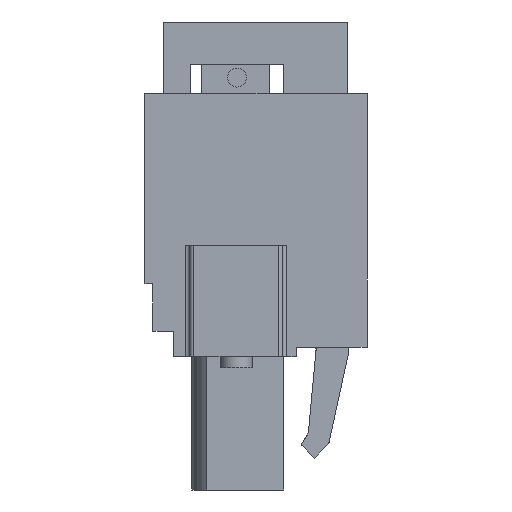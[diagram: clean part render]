
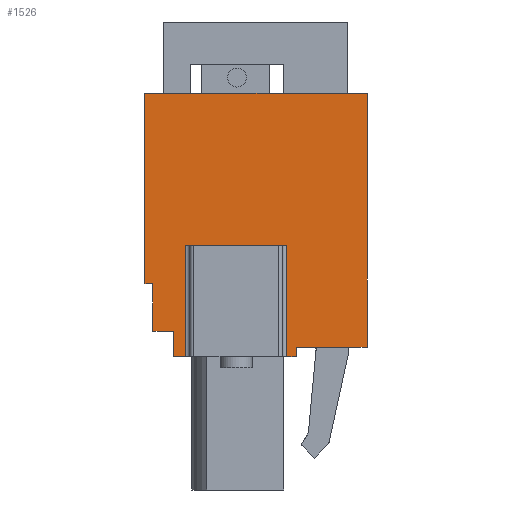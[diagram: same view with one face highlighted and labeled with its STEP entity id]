
A CAD part, left-side view. The second image highlights one B-rep face of the part: STEP entity #1526.
In plain terms, the highlighted planar face has unit normal (-1, 0, 0).
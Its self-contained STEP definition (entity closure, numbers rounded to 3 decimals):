
#1526 = ADVANCED_FACE( '', ( #3334 ), #3335, .F. );
#3334 = FACE_OUTER_BOUND( '', #5957, .T. );
#3335 = PLANE( '', #5958 );
#5957 = EDGE_LOOP( '', ( #10650, #10651, #10652, #10653, #10654, #10655, #10656, #10657, #10658, #10659, #10660, #10661, #10662, #10663 ) );
#5958 = AXIS2_PLACEMENT_3D( '', #10664, #10665, #10666 );
#10650 = ORIENTED_EDGE( '', *, *, #15874, .F. );
#10651 = ORIENTED_EDGE( '', *, *, #15675, .T. );
#10652 = ORIENTED_EDGE( '', *, *, #14487, .T. );
#10653 = ORIENTED_EDGE( '', *, *, #15581, .T. );
#10654 = ORIENTED_EDGE( '', *, *, #14300, .F. );
#10655 = ORIENTED_EDGE( '', *, *, #15875, .F. );
#10656 = ORIENTED_EDGE( '', *, *, #15876, .F. );
#10657 = ORIENTED_EDGE( '', *, *, #15877, .F. );
#10658 = ORIENTED_EDGE( '', *, *, #15878, .F. );
#10659 = ORIENTED_EDGE( '', *, *, #15811, .F. );
#10660 = ORIENTED_EDGE( '', *, *, #15879, .T. );
#10661 = ORIENTED_EDGE( '', *, *, #15243, .T. );
#10662 = ORIENTED_EDGE( '', *, *, #15689, .T. );
#10663 = ORIENTED_EDGE( '', *, *, #15880, .T. );
#10664 = CARTESIAN_POINT( '', ( -12.7, 0., 0. ) );
#10665 = DIRECTION( '', ( 1., 0., 0. ) );
#10666 = DIRECTION( '', ( 0., 0., -1. ) );
#14300 = EDGE_CURVE( '', #17016, #17019, #17020, .T. );
#14487 = EDGE_CURVE( '', #17360, #17358, #17361, .T. );
#15243 = EDGE_CURVE( '', #18615, #18636, #18638, .T. );
#15581 = EDGE_CURVE( '', #17358, #17019, #19163, .T. );
#15675 = EDGE_CURVE( '', #19295, #17360, #19297, .T. );
#15689 = EDGE_CURVE( '', #18636, #19319, #19321, .T. );
#15811 = EDGE_CURVE( '', #19499, #19501, #19502, .T. );
#15874 = EDGE_CURVE( '', #19295, #19589, #19590, .T. );
#15875 = EDGE_CURVE( '', #19591, #17016, #19592, .T. );
#15876 = EDGE_CURVE( '', #19593, #19591, #19594, .T. );
#15877 = EDGE_CURVE( '', #19595, #19593, #19596, .T. );
#15878 = EDGE_CURVE( '', #19501, #19595, #19597, .T. );
#15879 = EDGE_CURVE( '', #19499, #18615, #19598, .T. );
#15880 = EDGE_CURVE( '', #19319, #19589, #19599, .T. );
#17016 = VERTEX_POINT( '', #21010 );
#17019 = VERTEX_POINT( '', #21014 );
#17020 = LINE( '', #21015, #21016 );
#17358 = VERTEX_POINT( '', #21495 );
#17360 = VERTEX_POINT( '', #21497 );
#17361 = LINE( '', #21498, #21499 );
#18615 = VERTEX_POINT( '', #23402 );
#18636 = VERTEX_POINT( '', #23435 );
#18638 = LINE( '', #23438, #23439 );
#19163 = LINE( '', #24269, #24270 );
#19295 = VERTEX_POINT( '', #24459 );
#19297 = LINE( '', #24461, #24462 );
#19319 = VERTEX_POINT( '', #24493 );
#19321 = LINE( '', #24496, #24497 );
#19499 = VERTEX_POINT( '', #24783 );
#19501 = VERTEX_POINT( '', #24786 );
#19502 = LINE( '', #24787, #24788 );
#19589 = VERTEX_POINT( '', #24909 );
#19590 = LINE( '', #24910, #24911 );
#19591 = VERTEX_POINT( '', #24912 );
#19592 = LINE( '', #24913, #24914 );
#19593 = VERTEX_POINT( '', #24915 );
#19594 = LINE( '', #24916, #24917 );
#19595 = VERTEX_POINT( '', #24918 );
#19596 = LINE( '', #24919, #24920 );
#19597 = LINE( '', #24921, #24922 );
#19598 = LINE( '', #24923, #24924 );
#19599 = LINE( '', #24925, #24926 );
#21010 = CARTESIAN_POINT( '', ( -12.7, -2.55, -8.3 ) );
#21014 = CARTESIAN_POINT( '', ( -12.7, -1.925, -8.3 ) );
#21015 = CARTESIAN_POINT( '', ( -12.7, -7., -8.3 ) );
#21016 = VECTOR( '', #26743, 1000. );
#21495 = CARTESIAN_POINT( '', ( -12.7, -1.925, -1.3 ) );
#21497 = CARTESIAN_POINT( '', ( -12.7, 4.425, -1.3 ) );
#21498 = CARTESIAN_POINT( '', ( -12.7, 4.175, -1.3 ) );
#21499 = VECTOR( '', #26930, 1000. );
#23402 = CARTESIAN_POINT( '', ( -12.7, 6.5, -3.7 ) );
#23435 = CARTESIAN_POINT( '', ( -12.7, 6.5, -6.7 ) );
#23438 = CARTESIAN_POINT( '', ( -12.7, 6.5, 0. ) );
#23439 = VECTOR( '', #27717, 1000. );
#24269 = CARTESIAN_POINT( '', ( -12.7, -1.925, 0. ) );
#24270 = VECTOR( '', #28078, 1000. );
#24459 = CARTESIAN_POINT( '', ( -12.7, 4.425, -8.3 ) );
#24461 = CARTESIAN_POINT( '', ( -12.7, 4.425, 0. ) );
#24462 = VECTOR( '', #28172, 1000. );
#24493 = CARTESIAN_POINT( '', ( -12.7, 5.2, -6.7 ) );
#24496 = CARTESIAN_POINT( '', ( -12.7, 0., -6.7 ) );
#24497 = VECTOR( '', #28183, 1000. );
#24783 = CARTESIAN_POINT( '', ( -12.7, 7., -3.7 ) );
#24786 = CARTESIAN_POINT( '', ( -12.7, 7., 8.3 ) );
#24787 = CARTESIAN_POINT( '', ( -12.7, 7., -8.3 ) );
#24788 = VECTOR( '', #28288, 1000. );
#24909 = CARTESIAN_POINT( '', ( -12.7, 5.2, -8.3 ) );
#24910 = CARTESIAN_POINT( '', ( -12.7, -7., -8.3 ) );
#24911 = VECTOR( '', #28362, 1000. );
#24912 = CARTESIAN_POINT( '', ( -12.7, -2.55, -7.7 ) );
#24913 = CARTESIAN_POINT( '', ( -12.7, -2.55, 0. ) );
#24914 = VECTOR( '', #28363, 1000. );
#24915 = CARTESIAN_POINT( '', ( -12.7, -7., -7.7 ) );
#24916 = CARTESIAN_POINT( '', ( -12.7, 0., -7.7 ) );
#24917 = VECTOR( '', #28364, 1000. );
#24918 = CARTESIAN_POINT( '', ( -12.7, -7., 8.3 ) );
#24919 = CARTESIAN_POINT( '', ( -12.7, -7., 8.3 ) );
#24920 = VECTOR( '', #28365, 1000. );
#24921 = CARTESIAN_POINT( '', ( -12.7, 7., 8.3 ) );
#24922 = VECTOR( '', #28366, 1000. );
#24923 = CARTESIAN_POINT( '', ( -12.7, 0., -3.7 ) );
#24924 = VECTOR( '', #28367, 1000. );
#24925 = CARTESIAN_POINT( '', ( -12.7, 5.2, 0. ) );
#24926 = VECTOR( '', #28368, 1000. );
#26743 = DIRECTION( '', ( 0., 1., 0. ) );
#26930 = DIRECTION( '', ( 0., -1., 0. ) );
#27717 = DIRECTION( '', ( 0., 0., -1. ) );
#28078 = DIRECTION( '', ( 0., 0., -1. ) );
#28172 = DIRECTION( '', ( 0., 0., 1. ) );
#28183 = DIRECTION( '', ( 0., -1., 0. ) );
#28288 = DIRECTION( '', ( 0., 0., 1. ) );
#28362 = DIRECTION( '', ( 0., 1., 0. ) );
#28363 = DIRECTION( '', ( 0., 0., -1. ) );
#28364 = DIRECTION( '', ( 0., 1., 0. ) );
#28365 = DIRECTION( '', ( 0., 0., -1. ) );
#28366 = DIRECTION( '', ( 0., -1., 0. ) );
#28367 = DIRECTION( '', ( 0., -1., 0. ) );
#28368 = DIRECTION( '', ( 0., 0., -1. ) );
